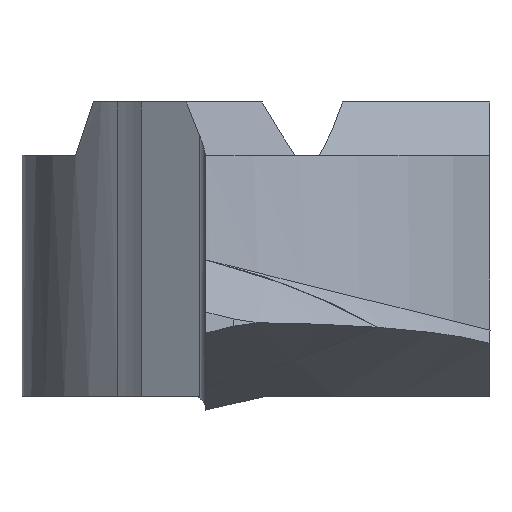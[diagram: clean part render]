
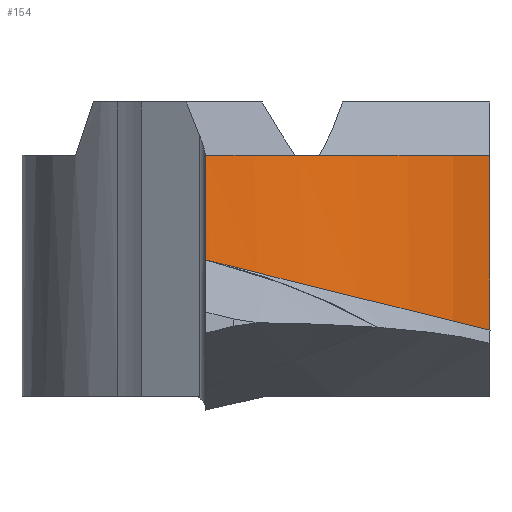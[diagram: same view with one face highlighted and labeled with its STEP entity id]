
A CAD part, left-side view. The second image highlights one B-rep face of the part: STEP entity #154.
In plain terms, the highlighted free-form (B-spline) face has degree [1, 3] with [2, 4] control points.
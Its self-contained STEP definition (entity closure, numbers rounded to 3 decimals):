
#154=ADVANCED_FACE('',(#202),#165,.F.);
#165=B_SPLINE_SURFACE_WITH_KNOTS('',1,3,((#1373,#1374,#1375,#1376),(#1377,
#1378,#1379,#1380)),.UNSPECIFIED.,.F.,.F.,.F.,(2,2),(4,4),(0.,1.),(0.,1.),
 .UNSPECIFIED.);
#202=FACE_OUTER_BOUND('',#243,.T.);
#243=EDGE_LOOP('',(#438,#439,#440,#441,#442));
#438=ORIENTED_EDGE('',*,*,#576,.T.);
#439=ORIENTED_EDGE('',*,*,#622,.T.);
#440=ORIENTED_EDGE('',*,*,#597,.T.);
#441=ORIENTED_EDGE('',*,*,#544,.F.);
#442=ORIENTED_EDGE('',*,*,#638,.F.);
#471=VERTEX_POINT('',#1068);
#473=VERTEX_POINT('',#1074);
#500=VERTEX_POINT('',#1171);
#501=VERTEX_POINT('',#1172);
#516=VERTEX_POINT('',#1220);
#544=EDGE_CURVE('',#473,#471,#758,.T.);
#576=EDGE_CURVE('',#500,#501,#661,.T.);
#597=EDGE_CURVE('',#516,#471,#676,.T.);
#622=EDGE_CURVE('',#501,#516,#761,.T.);
#638=EDGE_CURVE('',#500,#473,#764,.T.);
#661=LINE('',#1170,#710);
#676=LINE('',#1219,#725);
#710=VECTOR('',#924,1.);
#725=VECTOR('',#951,1.);
#758=B_SPLINE_CURVE_WITH_KNOTS('',3,(#1075,#1076,#1077,#1078),
 .UNSPECIFIED.,.F.,.F.,(4,4),(0.,1.),.UNSPECIFIED.);
#761=B_SPLINE_CURVE_WITH_KNOTS('',3,(#1277,#1278,#1279,#1280),
 .UNSPECIFIED.,.F.,.F.,(4,4),(0.,1.),.UNSPECIFIED.);
#764=B_SPLINE_CURVE_WITH_KNOTS('',3,(#1351,#1352,#1353,#1354),
 .UNSPECIFIED.,.F.,.F.,(4,4),(0.,1.),.UNSPECIFIED.);
#924=DIRECTION('',(0.,0.,1.));
#951=DIRECTION('',(0.,0.,-1.));
#1068=CARTESIAN_POINT('',(-4.447,0.75,-1.663));
#1074=CARTESIAN_POINT('',(-4.439,0.692,-1.677));
#1075=CARTESIAN_POINT('',(-1.635,-3.5,-2.713));
#1076=CARTESIAN_POINT('',(-3.168,-2.579,-2.486));
#1077=CARTESIAN_POINT('',(-4.225,-1.002,-2.096));
#1078=CARTESIAN_POINT('',(-4.447,0.75,-1.663));
#1170=CARTESIAN_POINT('',(-1.635,-3.5,-0.682));
#1171=CARTESIAN_POINT('',(-1.635,-3.5,-2.713));
#1172=CARTESIAN_POINT('',(-1.635,-3.5,-0.1));
#1219=CARTESIAN_POINT('',(-4.447,0.75,-1.663));
#1220=CARTESIAN_POINT('',(-4.447,0.75,-0.1));
#1277=CARTESIAN_POINT('',(-1.635,-3.5,-0.1));
#1278=CARTESIAN_POINT('',(-3.155,-2.587,-0.1));
#1279=CARTESIAN_POINT('',(-4.224,-1.009,-0.1));
#1280=CARTESIAN_POINT('',(-4.447,0.75,-0.1));
#1351=CARTESIAN_POINT('',(-1.635,-3.5,-2.713));
#1352=CARTESIAN_POINT('',(-3.168,-2.579,-2.486));
#1353=CARTESIAN_POINT('',(-4.225,-1.002,-2.096));
#1354=CARTESIAN_POINT('',(-4.447,0.75,-1.663));
#1373=CARTESIAN_POINT('',(-1.045,-3.811,1.272));
#1374=CARTESIAN_POINT('',(-2.894,-2.967,1.481));
#1375=CARTESIAN_POINT('',(-4.198,-1.219,1.913));
#1376=CARTESIAN_POINT('',(-4.447,0.75,2.4));
#1377=CARTESIAN_POINT('',(-1.045,-3.811,-2.79));
#1378=CARTESIAN_POINT('',(-2.894,-2.967,-2.582));
#1379=CARTESIAN_POINT('',(-4.198,-1.219,-2.149));
#1380=CARTESIAN_POINT('',(-4.447,0.75,-1.663));
